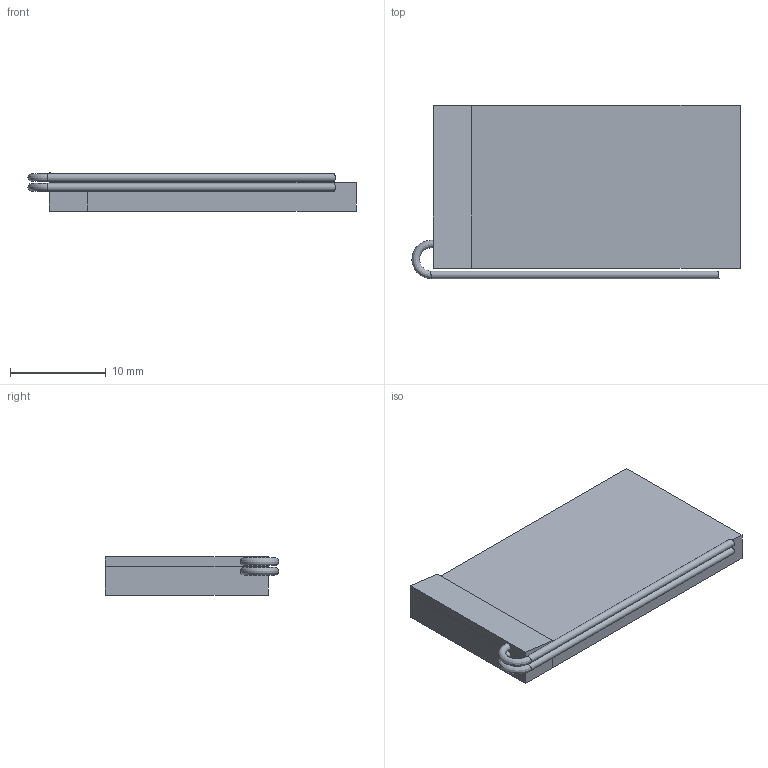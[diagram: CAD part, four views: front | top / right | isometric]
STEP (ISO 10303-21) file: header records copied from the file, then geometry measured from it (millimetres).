
FILE_DESCRIPTION(('FreeCAD Model'),'2;1');
FILE_NAME('Open CASCADE Shape Model','2022-02-12T16:13:00',(''),(''), 'Open CASCADE STEP processor 7.5','FreeCAD','Unknown');
FILE_SCHEMA(('AUTOMOTIVE_DESIGN { 1 0 10303 214 1 1 1 1 }'));
Length unit declared in the file: millimetre
Products named in the file (1): Body
Bounding box: 34.24 x 18.08 x 4 mm (x, y, z)
Volume: 1718 mm3; surface area: 1590.3 mm2
Topology: 1 solids, 1 shells, 20 faces, 38 edges, 22 vertices
Faces by surface type: plane 16, revolution 2, extrusion 2
Entity records: 526 total; most frequent: DIRECTION 92, CARTESIAN_POINT 83, ORIENTED_EDGE 76, EDGE_CURVE 38, VECTOR 32, LINE 30, AXIS2_PLACEMENT_3D 29, FACE_BOUND 22
